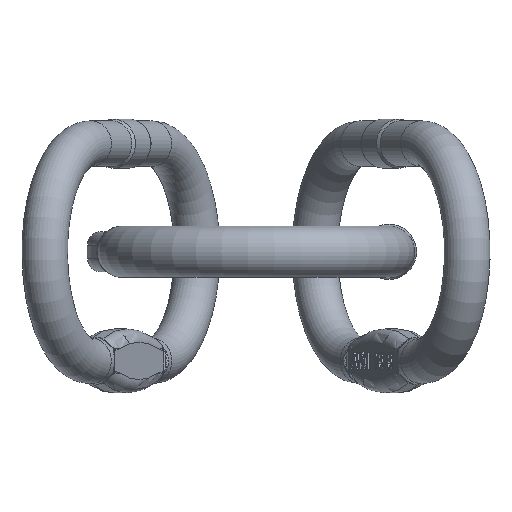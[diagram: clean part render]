
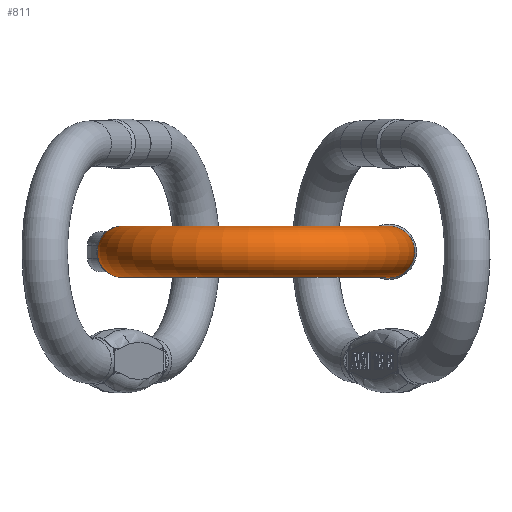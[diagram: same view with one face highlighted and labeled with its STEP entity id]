
A CAD part, front view. The second image highlights one B-rep face of the part: STEP entity #811.
In plain terms, the highlighted toroidal (fillet/blend) face has major radius 46.5 mm and minor radius 9 mm.
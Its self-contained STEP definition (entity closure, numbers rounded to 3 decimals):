
#584=TOROIDAL_SURFACE('',#6480,46.5,9.);
#811=ADVANCED_FACE('',(#1865,#1866),#584,.T.);
#1259=CIRCLE('',#6468,9.);
#1261=CIRCLE('',#6474,9.);
#1865=FACE_BOUND('',#2078,.T.);
#1866=FACE_BOUND('',#2079,.T.);
#2078=EDGE_LOOP('',(#3050));
#2079=EDGE_LOOP('',(#3051));
#3050=ORIENTED_EDGE('',*,*,#5082,.T.);
#3051=ORIENTED_EDGE('',*,*,#5100,.F.);
#4408=VERTEX_POINT('',#10852);
#4426=VERTEX_POINT('',#11008);
#5082=EDGE_CURVE('',#4408,#4408,#1259,.T.);
#5100=EDGE_CURVE('',#4426,#4426,#1261,.T.);
#6468=AXIS2_PLACEMENT_3D('',#10851,#7170,#7171);
#6474=AXIS2_PLACEMENT_3D('',#11007,#7186,#7187);
#6480=AXIS2_PLACEMENT_3D('',#11017,#7198,#7199);
#7170=DIRECTION('',(0.,-1.,0.));
#7171=DIRECTION('',(1.,0.,0.));
#7186=DIRECTION('',(0.,1.,0.));
#7187=DIRECTION('',(-1.,0.,0.));
#7198=DIRECTION('',(0.,0.,1.));
#7199=DIRECTION('',(1.,0.,0.));
#10851=CARTESIAN_POINT('',(-46.5,-30.,0.));
#10852=CARTESIAN_POINT('',(-37.5,-30.,0.));
#11007=CARTESIAN_POINT('',(46.5,-30.,0.));
#11008=CARTESIAN_POINT('',(37.5,-30.,0.));
#11017=CARTESIAN_POINT('',(0.,-30.,0.));
